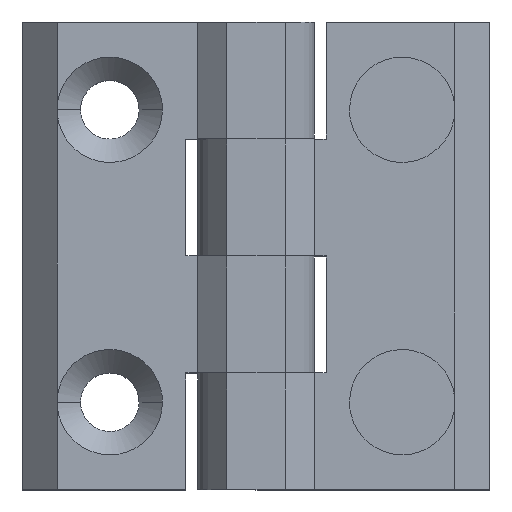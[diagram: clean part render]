
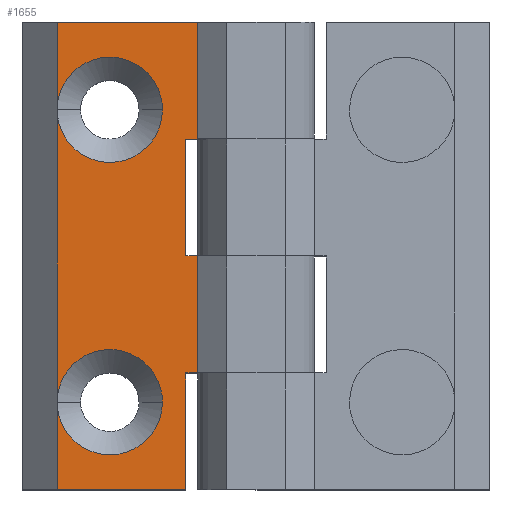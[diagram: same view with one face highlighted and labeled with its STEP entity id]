
A CAD part, top view. The second image highlights one B-rep face of the part: STEP entity #1655.
In plain terms, the highlighted free-form (B-spline) face has degree [1, 1] with [2, 2] control points.
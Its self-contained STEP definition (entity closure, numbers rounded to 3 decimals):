
#1176 = VERTEX_POINT('',#1177);
#1177 = CARTESIAN_POINT('',(-31.038,0.591,
    20.821));
#1182 = EDGE_CURVE('',#1176,#1183,#1185,.T.);
#1183 = VERTEX_POINT('',#1184);
#1184 = CARTESIAN_POINT('',(-19.454,0.591,
    20.821));
#1185 = ( BOUNDED_CURVE() B_SPLINE_CURVE(2,(#1186,#1187,#1188,#1189,
#1190),.UNSPECIFIED.,.F.,.F.) B_SPLINE_CURVE_WITH_KNOTS((3,2,3),(0.,
1.571,3.142),.PIECEWISE_BEZIER_KNOTS.) CURVE() 
GEOMETRIC_REPRESENTATION_ITEM() RATIONAL_B_SPLINE_CURVE((1.,
0.707,1.,0.707,1.)) REPRESENTATION_ITEM('') );
#1186 = CARTESIAN_POINT('',(-31.038,0.591,
    20.821));
#1187 = CARTESIAN_POINT('',(-31.038,6.383,
    20.821));
#1188 = CARTESIAN_POINT('',(-25.246,6.383,
    20.821));
#1189 = CARTESIAN_POINT('',(-19.454,6.383,
    20.821));
#1190 = CARTESIAN_POINT('',(-19.454,0.591,
    20.821));
#1224 = VERTEX_POINT('',#1225);
#1225 = CARTESIAN_POINT('',(-31.038,32.77,
    20.821));
#1230 = EDGE_CURVE('',#1224,#1231,#1233,.T.);
#1231 = VERTEX_POINT('',#1232);
#1232 = CARTESIAN_POINT('',(-19.454,32.77,
    20.821));
#1233 = ( BOUNDED_CURVE() B_SPLINE_CURVE(2,(#1234,#1235,#1236,#1237,
#1238),.UNSPECIFIED.,.F.,.F.) B_SPLINE_CURVE_WITH_KNOTS((3,2,3),(0.,
1.571,3.142),.PIECEWISE_BEZIER_KNOTS.) CURVE() 
GEOMETRIC_REPRESENTATION_ITEM() RATIONAL_B_SPLINE_CURVE((1.,
0.707,1.,0.707,1.)) REPRESENTATION_ITEM('') );
#1234 = CARTESIAN_POINT('',(-31.038,32.77,
    20.821));
#1235 = CARTESIAN_POINT('',(-31.038,38.562,
    20.821));
#1236 = CARTESIAN_POINT('',(-25.246,38.562,
    20.821));
#1237 = CARTESIAN_POINT('',(-19.454,38.562,
    20.821));
#1238 = CARTESIAN_POINT('',(-19.454,32.77,
    20.821));
#1440 = VERTEX_POINT('',#1441);
#1441 = CARTESIAN_POINT('',(-15.593,16.68,
    20.821));
#1448 = EDGE_CURVE('',#1449,#1440,#1451,.T.);
#1449 = VERTEX_POINT('',#1450);
#1450 = CARTESIAN_POINT('',(-15.593,3.809,
    20.821));
#1451 = B_SPLINE_CURVE_WITH_KNOTS('',1,(#1452,#1453),.UNSPECIFIED.,.F.,
  .F.,(2,2),(10.,20.),.PIECEWISE_BEZIER_KNOTS.);
#1452 = CARTESIAN_POINT('',(-15.593,3.809,
    20.821));
#1453 = CARTESIAN_POINT('',(-15.593,16.68,
    20.821));
#1626 = VERTEX_POINT('',#1627);
#1627 = CARTESIAN_POINT('',(-15.593,29.552,
    20.821));
#1640 = VERTEX_POINT('',#1641);
#1641 = CARTESIAN_POINT('',(-15.593,42.423,
    20.821));
#1646 = EDGE_CURVE('',#1626,#1640,#1647,.T.);
#1647 = B_SPLINE_CURVE_WITH_KNOTS('',1,(#1648,#1649),.UNSPECIFIED.,.F.,
  .F.,(2,2),(30.,40.),.PIECEWISE_BEZIER_KNOTS.);
#1648 = CARTESIAN_POINT('',(-15.593,29.552,
    20.821));
#1649 = CARTESIAN_POINT('',(-15.593,42.423,
    20.821));
#1655 = ADVANCED_FACE('',(#1656,#1667,#1678),#1744,.T.);
#1656 = FACE_BOUND('',#1657,.T.);
#1657 = EDGE_LOOP('',(#1658,#1659));
#1658 = ORIENTED_EDGE('',*,*,#1230,.T.);
#1659 = ORIENTED_EDGE('',*,*,#1660,.T.);
#1660 = EDGE_CURVE('',#1231,#1224,#1661,.T.);
#1661 = ( BOUNDED_CURVE() B_SPLINE_CURVE(2,(#1662,#1663,#1664,#1665,
#1666),.UNSPECIFIED.,.F.,.F.) B_SPLINE_CURVE_WITH_KNOTS((3,2,3),(
    3.142,4.712,6.283),
.PIECEWISE_BEZIER_KNOTS.) CURVE() GEOMETRIC_REPRESENTATION_ITEM() 
RATIONAL_B_SPLINE_CURVE((1.,0.707,1.,0.707,1.)) 
REPRESENTATION_ITEM('') );
#1662 = CARTESIAN_POINT('',(-19.454,32.77,
    20.821));
#1663 = CARTESIAN_POINT('',(-19.454,26.977,
    20.821));
#1664 = CARTESIAN_POINT('',(-25.246,26.977,
    20.821));
#1665 = CARTESIAN_POINT('',(-31.038,26.977,
    20.821));
#1666 = CARTESIAN_POINT('',(-31.038,32.77,
    20.821));
#1667 = FACE_BOUND('',#1668,.T.);
#1668 = EDGE_LOOP('',(#1669,#1670));
#1669 = ORIENTED_EDGE('',*,*,#1182,.T.);
#1670 = ORIENTED_EDGE('',*,*,#1671,.T.);
#1671 = EDGE_CURVE('',#1183,#1176,#1672,.T.);
#1672 = ( BOUNDED_CURVE() B_SPLINE_CURVE(2,(#1673,#1674,#1675,#1676,
#1677),.UNSPECIFIED.,.F.,.F.) B_SPLINE_CURVE_WITH_KNOTS((3,2,3),(
    3.142,4.712,6.283),
.PIECEWISE_BEZIER_KNOTS.) CURVE() GEOMETRIC_REPRESENTATION_ITEM() 
RATIONAL_B_SPLINE_CURVE((1.,0.707,1.,0.707,1.)) 
REPRESENTATION_ITEM('') );
#1673 = CARTESIAN_POINT('',(-19.454,0.591,
    20.821));
#1674 = CARTESIAN_POINT('',(-19.454,-5.201,
    20.821));
#1675 = CARTESIAN_POINT('',(-25.246,-5.201,
    20.821));
#1676 = CARTESIAN_POINT('',(-31.038,-5.201,
    20.821));
#1677 = CARTESIAN_POINT('',(-31.038,0.591,
    20.821));
#1678 = FACE_BOUND('',#1679,.T.);
#1679 = EDGE_LOOP('',(#1680,#1687,#1692,#1699,#1706,#1713,#1718,#1719,
    #1726,#1733,#1738,#1739));
#1680 = ORIENTED_EDGE('',*,*,#1681,.T.);
#1681 = EDGE_CURVE('',#1682,#1224,#1684,.T.);
#1682 = VERTEX_POINT('',#1683);
#1683 = CARTESIAN_POINT('',(-31.038,42.423,
    20.821));
#1684 = B_SPLINE_CURVE_WITH_KNOTS('',1,(#1685,#1686),.UNSPECIFIED.,.F.,
  .F.,(2,2),(-40.,-32.5),.PIECEWISE_BEZIER_KNOTS.);
#1685 = CARTESIAN_POINT('',(-31.038,42.423,
    20.821));
#1686 = CARTESIAN_POINT('',(-31.038,32.77,
    20.821));
#1687 = ORIENTED_EDGE('',*,*,#1688,.T.);
#1688 = EDGE_CURVE('',#1224,#1176,#1689,.T.);
#1689 = B_SPLINE_CURVE_WITH_KNOTS('',1,(#1690,#1691),.UNSPECIFIED.,.F.,
  .F.,(2,2),(-32.5,-7.5),.PIECEWISE_BEZIER_KNOTS.);
#1690 = CARTESIAN_POINT('',(-31.038,32.77,
    20.821));
#1691 = CARTESIAN_POINT('',(-31.038,0.591,
    20.821));
#1692 = ORIENTED_EDGE('',*,*,#1693,.T.);
#1693 = EDGE_CURVE('',#1176,#1694,#1696,.T.);
#1694 = VERTEX_POINT('',#1695);
#1695 = CARTESIAN_POINT('',(-31.038,-9.063,
    20.821));
#1696 = B_SPLINE_CURVE_WITH_KNOTS('',1,(#1697,#1698),.UNSPECIFIED.,.F.,
  .F.,(2,2),(-7.5,0.),.PIECEWISE_BEZIER_KNOTS.);
#1697 = CARTESIAN_POINT('',(-31.038,0.591,
    20.821));
#1698 = CARTESIAN_POINT('',(-31.038,-9.063,
    20.821));
#1699 = ORIENTED_EDGE('',*,*,#1700,.T.);
#1700 = EDGE_CURVE('',#1694,#1701,#1703,.T.);
#1701 = VERTEX_POINT('',#1702);
#1702 = CARTESIAN_POINT('',(-16.88,-9.063,
    20.821));
#1703 = B_SPLINE_CURVE_WITH_KNOTS('',1,(#1704,#1705),.UNSPECIFIED.,.F.,
  .F.,(2,2),(3.,14.),.PIECEWISE_BEZIER_KNOTS.);
#1704 = CARTESIAN_POINT('',(-31.038,-9.063,
    20.821));
#1705 = CARTESIAN_POINT('',(-16.88,-9.063,
    20.821));
#1706 = ORIENTED_EDGE('',*,*,#1707,.F.);
#1707 = EDGE_CURVE('',#1708,#1701,#1710,.T.);
#1708 = VERTEX_POINT('',#1709);
#1709 = CARTESIAN_POINT('',(-16.88,3.809,
    20.821));
#1710 = B_SPLINE_CURVE_WITH_KNOTS('',1,(#1711,#1712),.UNSPECIFIED.,.F.,
  .F.,(2,2),(-10.,0.),.PIECEWISE_BEZIER_KNOTS.);
#1711 = CARTESIAN_POINT('',(-16.88,3.809,
    20.821));
#1712 = CARTESIAN_POINT('',(-16.88,-9.063,
    20.821));
#1713 = ORIENTED_EDGE('',*,*,#1714,.F.);
#1714 = EDGE_CURVE('',#1449,#1708,#1715,.T.);
#1715 = B_SPLINE_CURVE_WITH_KNOTS('',1,(#1716,#1717),.UNSPECIFIED.,.F.,
  .F.,(2,2),(-15.,-14.),.PIECEWISE_BEZIER_KNOTS.);
#1716 = CARTESIAN_POINT('',(-15.593,3.809,
    20.821));
#1717 = CARTESIAN_POINT('',(-16.88,3.809,
    20.821));
#1718 = ORIENTED_EDGE('',*,*,#1448,.T.);
#1719 = ORIENTED_EDGE('',*,*,#1720,.F.);
#1720 = EDGE_CURVE('',#1721,#1440,#1723,.T.);
#1721 = VERTEX_POINT('',#1722);
#1722 = CARTESIAN_POINT('',(-16.88,16.68,
    20.821));
#1723 = B_SPLINE_CURVE_WITH_KNOTS('',1,(#1724,#1725),.UNSPECIFIED.,.F.,
  .F.,(2,2),(14.,15.),.PIECEWISE_BEZIER_KNOTS.);
#1724 = CARTESIAN_POINT('',(-16.88,16.68,
    20.821));
#1725 = CARTESIAN_POINT('',(-15.593,16.68,
    20.821));
#1726 = ORIENTED_EDGE('',*,*,#1727,.F.);
#1727 = EDGE_CURVE('',#1728,#1721,#1730,.T.);
#1728 = VERTEX_POINT('',#1729);
#1729 = CARTESIAN_POINT('',(-16.88,29.552,
    20.821));
#1730 = B_SPLINE_CURVE_WITH_KNOTS('',1,(#1731,#1732),.UNSPECIFIED.,.F.,
  .F.,(2,2),(-30.,-20.),.PIECEWISE_BEZIER_KNOTS.);
#1731 = CARTESIAN_POINT('',(-16.88,29.552,
    20.821));
#1732 = CARTESIAN_POINT('',(-16.88,16.68,
    20.821));
#1733 = ORIENTED_EDGE('',*,*,#1734,.F.);
#1734 = EDGE_CURVE('',#1626,#1728,#1735,.T.);
#1735 = B_SPLINE_CURVE_WITH_KNOTS('',1,(#1736,#1737),.UNSPECIFIED.,.F.,
  .F.,(2,2),(-15.,-14.),.PIECEWISE_BEZIER_KNOTS.);
#1736 = CARTESIAN_POINT('',(-15.593,29.552,
    20.821));
#1737 = CARTESIAN_POINT('',(-16.88,29.552,
    20.821));
#1738 = ORIENTED_EDGE('',*,*,#1646,.T.);
#1739 = ORIENTED_EDGE('',*,*,#1740,.F.);
#1740 = EDGE_CURVE('',#1682,#1640,#1741,.T.);
#1741 = B_SPLINE_CURVE_WITH_KNOTS('',1,(#1742,#1743),.UNSPECIFIED.,.F.,
  .F.,(2,2),(3.,15.),.PIECEWISE_BEZIER_KNOTS.);
#1742 = CARTESIAN_POINT('',(-31.038,42.423,
    20.821));
#1743 = CARTESIAN_POINT('',(-15.593,42.423,
    20.821));
#1744 = B_SPLINE_SURFACE_WITH_KNOTS('',1,1,(
    (#1745,#1746)
    ,(#1747,#1748
    )),.UNSPECIFIED.,.F.,.F.,.F.,(2,2),(2,2),(-15.,-3.),(-40.,0.),
  .PIECEWISE_BEZIER_KNOTS.);
#1745 = CARTESIAN_POINT('',(-15.593,42.423,
    20.821));
#1746 = CARTESIAN_POINT('',(-15.593,-9.063,
    20.821));
#1747 = CARTESIAN_POINT('',(-31.038,42.423,
    20.821));
#1748 = CARTESIAN_POINT('',(-31.038,-9.063,
    20.821));
